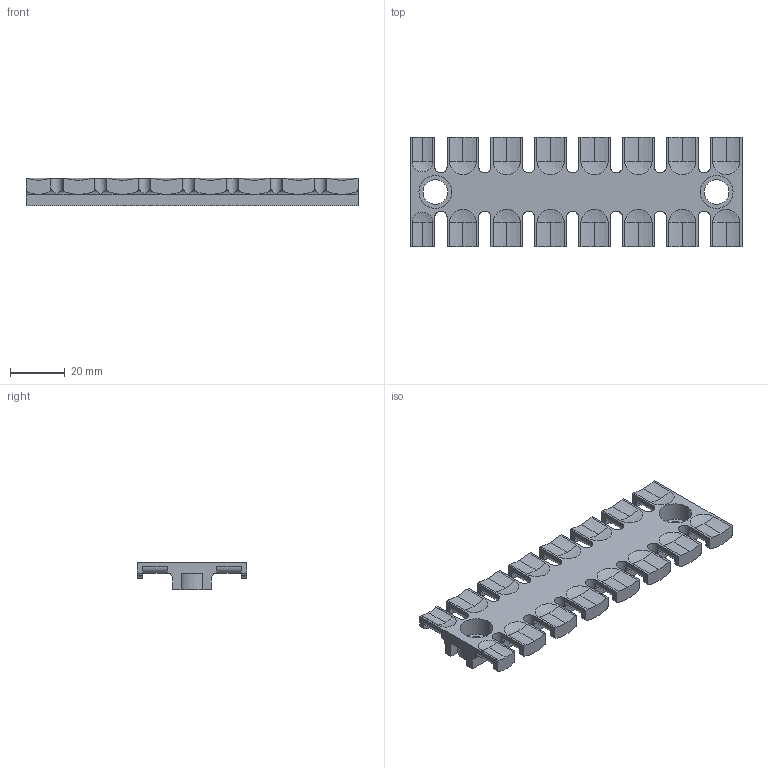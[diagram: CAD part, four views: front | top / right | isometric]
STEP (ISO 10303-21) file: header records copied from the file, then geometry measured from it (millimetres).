
FILE_DESCRIPTION (( 'STEP AP203' ), '1' );
FILE_NAME ('566122.step', '2020-12-17T18:36:23', ( '' ), ( '' ), 'SwSTEP 2.0', 'SolidWorks 2019', '' );
FILE_SCHEMA (( 'CONFIG_CONTROL_DESIGN' ));
Length unit declared in the file: millimetre
Products named in the file (1): 566122
Bounding box: 121 x 40 x 10 mm (x, y, z)
Volume: 19526.5 mm3; surface area: 14359.7 mm2
Topology: 1 solids, 1 shells, 319 faces, 890 edges, 578 vertices
Faces by surface type: cylinder 164, plane 139, sphere 16
Entity records: 11509 total; most frequent: CARTESIAN_POINT 3006, DIRECTION 1808, ORIENTED_EDGE 1780, EDGE_CURVE 890, AXIS2_PLACEMENT_3D 626, VERTEX_POINT 578, VECTOR 556, LINE 556
